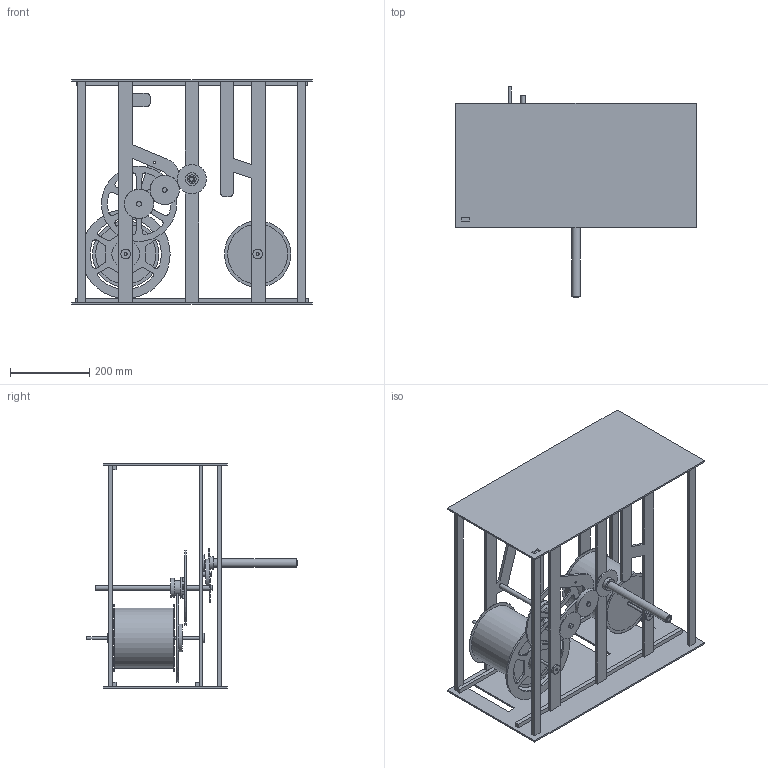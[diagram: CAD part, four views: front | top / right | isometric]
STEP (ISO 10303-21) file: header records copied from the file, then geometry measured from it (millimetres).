
FILE_DESCRIPTION(/* description */ (''),/* implementation_level */ '2;1');
FILE_NAME(/* name */ '',/* time_stamp */ '2023-12-27T16:36:32+09:00',/* author */ (''),/* organization */ (''),/* preprocessor_version */ 'ST-DEVELOPER v20',/* originating_system */ 'Autodesk Translation Framework v12.14.0.127',/* authorisation */ '');
FILE_SCHEMA (('AUTOMOTIVE_DESIGN { 1 0 10303 214 3 1 1 }'));
Length unit declared in the file: millimetre
Products named in the file (1): 出石1号機本体
Bounding box: 608 x 532.5 x 568 mm (x, y, z)
Volume: 9142780.3 mm3; surface area: 1739573.2 mm2
Topology: 9 solids, 9 shells, 339 faces, 876 edges, 570 vertices
Faces by surface type: plane 225, cylinder 114
Full cylindrical faces by diameter (mm): 5 x2, 7 x10, 11 x1, 12 x7, 15.5 x2, 21.5 x1, 25 x4, 32 x1, 37.329 x1, 42 x1, 48 x1, 53 x1, 70 x1, 74 x3, 152 x2, 168 x4, 190 x1, 225 x1
Entity records: 10459 total; most frequent: DIRECTION 1804, CARTESIAN_POINT 1788, ORIENTED_EDGE 1756, EDGE_CURVE 878, LINE 632, VECTOR 632, AXIS2_PLACEMENT_3D 586, VERTEX_POINT 570
